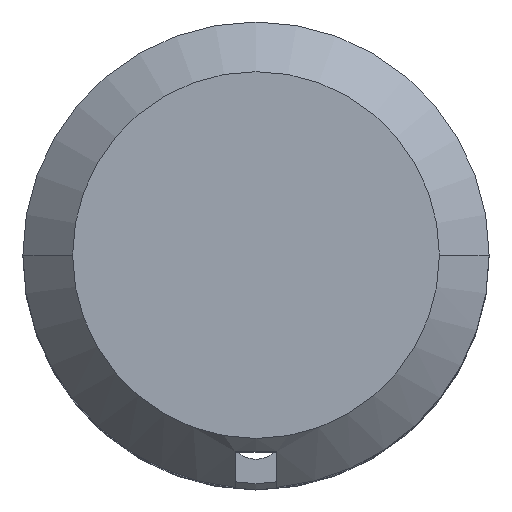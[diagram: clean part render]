
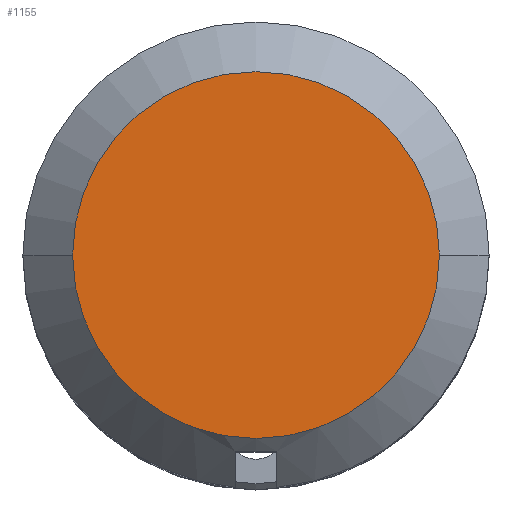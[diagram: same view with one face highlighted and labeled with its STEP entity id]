
A CAD part, top view. The second image highlights one B-rep face of the part: STEP entity #1155.
In plain terms, the highlighted planar face has unit normal (0, 0, 1).
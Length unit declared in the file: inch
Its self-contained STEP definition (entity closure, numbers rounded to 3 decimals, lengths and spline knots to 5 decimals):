
#4 = ORIENTED_EDGE ( 'NONE', *, *, #2431, .T. ) ;
#30 = DIRECTION ( 'NONE',  ( 1., 0., 0. ) ) ;
#33 = DIRECTION ( 'NONE',  ( 1., 0., 0. ) ) ;
#60 = CIRCLE ( 'NONE', #655, 0.295 ) ;
#123 = CARTESIAN_POINT ( 'NONE',  ( 0., 0., 0. ) ) ;
#187 = EDGE_LOOP ( 'NONE', ( #2390, #4 ) ) ;
#213 = DIRECTION ( 'NONE',  ( 0., 0., 1. ) ) ;
#335 = VERTEX_POINT ( 'NONE', #508 ) ;
#508 = CARTESIAN_POINT ( 'NONE',  ( -0.295, 0., 0. ) ) ;
#655 = AXIS2_PLACEMENT_3D ( 'NONE', #123, #2392, #1065 ) ;
#764 = VERTEX_POINT ( 'NONE', #1572 ) ;
#814 = EDGE_CURVE ( 'NONE', #335, #764, #60, .T. ) ;
#964 = CARTESIAN_POINT ( 'NONE',  ( 0.375, 0., 0. ) ) ;
#1065 = DIRECTION ( 'NONE',  ( 1., 0., 0. ) ) ;
#1078 = FACE_OUTER_BOUND ( 'NONE', #187, .T. ) ;
#1155 = ADVANCED_FACE ( 'NONE', ( #1078 ), #2079, .T. ) ;
#1157 = DIRECTION ( 'NONE',  ( 0., 0., 1. ) ) ;
#1312 = AXIS2_PLACEMENT_3D ( 'NONE', #964, #1157, #30 ) ;
#1572 = CARTESIAN_POINT ( 'NONE',  ( 0.295, 0., 0. ) ) ;
#1912 = CARTESIAN_POINT ( 'NONE',  ( 0., 0., 0. ) ) ;
#1914 = AXIS2_PLACEMENT_3D ( 'NONE', #1912, #213, #33 ) ;
#1921 = CIRCLE ( 'NONE', #1914, 0.295 ) ;
#2079 = PLANE ( 'NONE',  #1312 ) ;
#2390 = ORIENTED_EDGE ( 'NONE', *, *, #814, .T. ) ;
#2392 = DIRECTION ( 'NONE',  ( 0., 0., 1. ) ) ;
#2431 = EDGE_CURVE ( 'NONE', #764, #335, #1921, .T. ) ;
